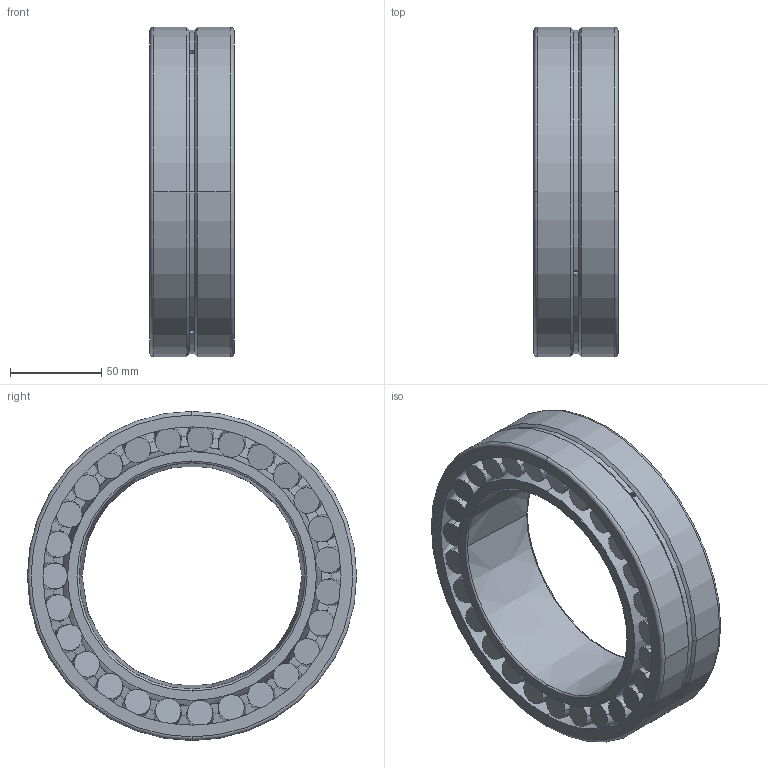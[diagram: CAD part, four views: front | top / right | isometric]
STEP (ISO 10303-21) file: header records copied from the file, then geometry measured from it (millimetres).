
FILE_DESCRIPTION(('STEP AP214'),'1');
FILE_NAME('SKF_bearing_23024_CCK_W33_2.stp','2024-02-29T12:29:30',('TraceParts'),('TraceParts S.A.'),'Spatial InterOp 3D',' ',' ');
FILE_SCHEMA(('AUTOMOTIVE_DESIGN { 1 0 10303 214 1 1 1 1 }'));
Length unit declared in the file: millimetre
Products named in the file (1): SKF_bearing_23024_CCK_W33_2_1
Bounding box: 46 x 180 x 180 mm (x, y, z)
Volume: 466292.4 mm3; surface area: 163128.4 mm2
Topology: 4 solids, 4 shells, 370 faces, 990 edges, 725 vertices
Faces by surface type: torus 234, plane 112, cylinder 16, cone 6, sphere 2
Entity records: 18870 total; most frequent: CARTESIAN_POINT 9398, DIRECTION 2035, ORIENTED_EDGE 1972, AXIS2_PLACEMENT_3D 1008, EDGE_CURVE 986, VERTEX_POINT 725, CIRCLE 634, EDGE_LOOP 485
